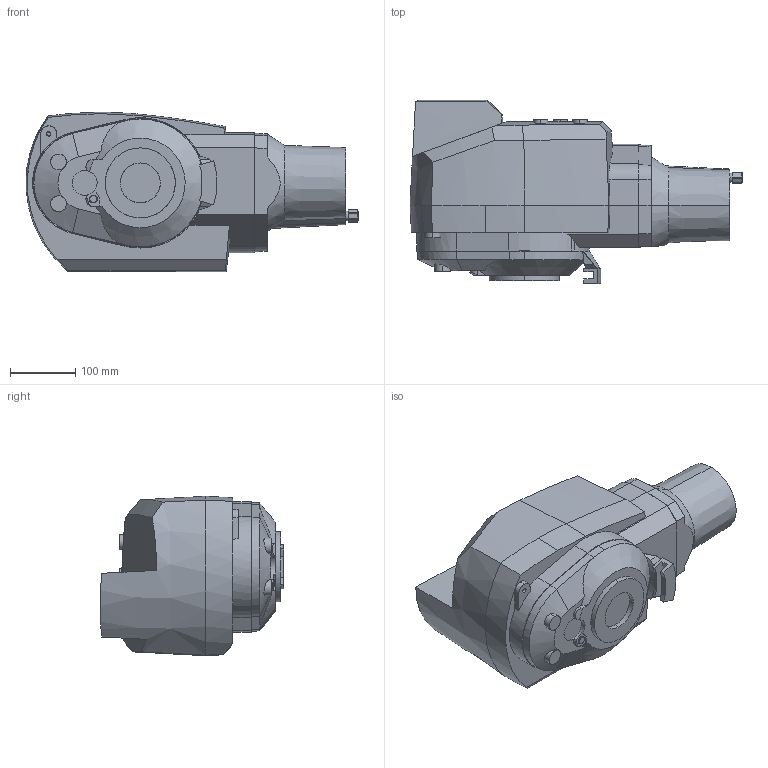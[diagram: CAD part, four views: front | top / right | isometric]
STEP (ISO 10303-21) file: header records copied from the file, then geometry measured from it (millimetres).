
FILE_DESCRIPTION (( 'STEP AP203' ), '1' );
FILE_NAME ('IRB1600_X-120_IRC5_rev1_LINK3.STEP', '2017-07-12T06:34:08', ( 'ABB' ), ( 'ABB' ), 'SwSTEP 2.0', 'SolidWorks 2016', '' );
FILE_SCHEMA (( 'CONFIG_CONTROL_DESIGN' ));
Length unit declared in the file: millimetre
Products named in the file (1): IRB1600_X-120_IRC5_rev1_LINK3
Bounding box: 507.82 x 281 x 243.81 mm (x, y, z)
Volume: 16442248.4 mm3; surface area: 428917.6 mm2
Topology: 1 solids, 1 shells, 177 faces, 492 edges, 331 vertices
Faces by surface type: plane 61, cylinder 51, cone 38, bspline 27
Entity records: 11025 total; most frequent: CARTESIAN_POINT 6933, ORIENTED_EDGE 984, DIRECTION 597, EDGE_CURVE 492, VERTEX_POINT 331, B_SPLINE_CURVE_WITH_KNOTS 256, AXIS2_PLACEMENT_3D 213, EDGE_LOOP 191
